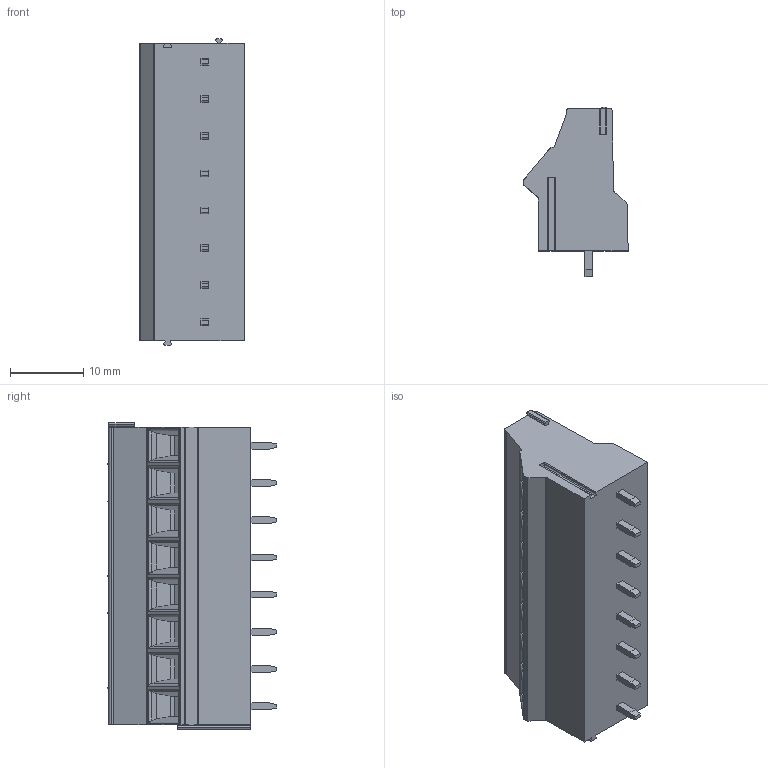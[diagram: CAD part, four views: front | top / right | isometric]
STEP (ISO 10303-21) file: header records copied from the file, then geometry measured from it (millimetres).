
FILE_DESCRIPTION((''),'2;1');
FILE_NAME('PRT0053','2025-01-20T',('yanfa'),(''),'PRO/ENGINEER BY PARAMETRIC TECHNOLOGY CORPORATION, 2009280','PRO/ENGINEER BY PARAMETRIC TECHNOLOGY CORPORATION, 2009280','');
FILE_SCHEMA(('AUTOMOTIVE_DESIGN_CC2 { 1 2 10303 214 -1 1 5 2 }'));
Length unit declared in the file: millimetre
Products named in the file (1): PRT0053
Bounding box: 14.25 x 23.1 x 41.8 mm (x, y, z)
Volume: 7461.8 mm3; surface area: 3706.1 mm2
Topology: 1 solids, 1 shells, 320 faces, 866 edges, 567 vertices
Faces by surface type: plane 214, cylinder 80, torus 16, sphere 10
Entity records: 10168 total; most frequent: CARTESIAN_POINT 2119, ORIENTED_EDGE 1712, DIRECTION 1596, EDGE_CURVE 856, VECTOR 596, LINE 596, VERTEX_POINT 567, AXIS2_PLACEMENT_3D 500
